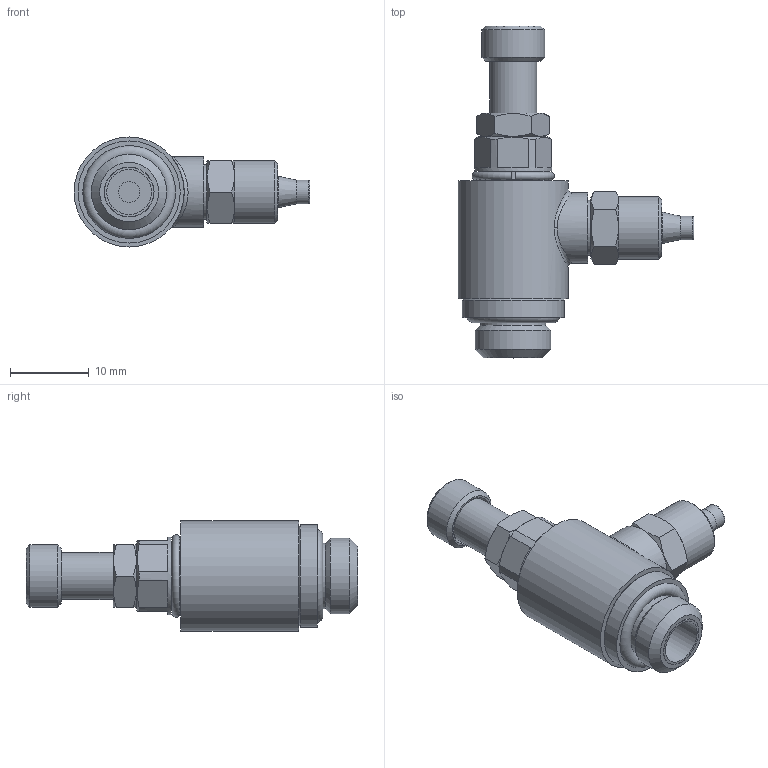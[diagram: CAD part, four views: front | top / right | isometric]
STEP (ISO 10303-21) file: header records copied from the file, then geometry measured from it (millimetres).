
FILE_DESCRIPTION( ( 'STEP AP214' ), '1' );
FILE_NAME( '04320C21.stp', '2021-04-20T07:28:21', ( 'License CC BY-ND 4.0' ), ( 'CADENAS' ), ' ', 'PARTsolutions', ' ' );
FILE_SCHEMA( ( 'AUTOMOTIVE_DESIGN { 1 0 10303 214 1 1 1 1 }' ) );
Length unit declared in the file: metre
Products named in the file (3): 04320C21; NONE
Assembly tree (2 placements, depth 2):
  04320C21
    NONE
    NONE
Bounding box: 30 x 42.24 x 14 mm (x, y, z)
Volume: 4476.4 mm3; surface area: 2468.1 mm2
Topology: 2 solids, 2 shells, 90 faces, 197 edges, 129 vertices
Faces by surface type: plane 46, cone 21, cylinder 18, torus 3, bspline 2
Full cylindrical faces by diameter (mm): 2.25 x1, 2.7 x1, 3 x1, 4 x1, 5.15 x1, 5.7 x1, 6 x1, 7 x1, 8 x2, 8.3 x1, 8.75 x1, 9 x1, 9.6 x1, 9.85 x2, 13 x1, 14 x1
Entity records: 3527 total; most frequent: CARTESIAN_POINT 1006, DIRECTION 352, ORIENTED_EDGE 308, AXIS2_PLACEMENT_3D 161, EDGE_CURVE 154, EDGE_LOOP 144, VERTEX_POINT 122, FACE_OUTER_BOUND 111
